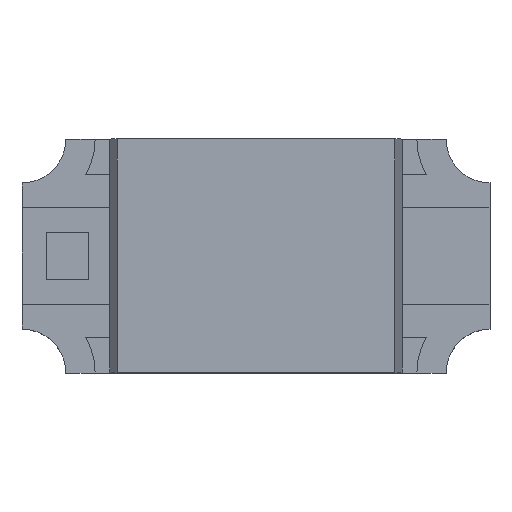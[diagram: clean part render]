
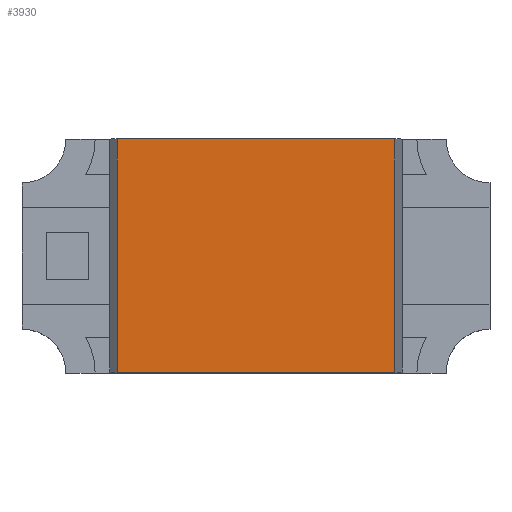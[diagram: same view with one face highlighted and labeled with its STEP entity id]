
A CAD part, top view. The second image highlights one B-rep face of the part: STEP entity #3930.
In plain terms, the highlighted planar face has unit normal (0, 0, 1).
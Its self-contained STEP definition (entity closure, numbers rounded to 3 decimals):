
#1202=ORIENTED_EDGE('',*,*,#1755,.F.);
#1203=ORIENTED_EDGE('',*,*,#1754,.F.);
#1204=ORIENTED_EDGE('',*,*,#1756,.T.);
#1205=ORIENTED_EDGE('',*,*,#1757,.T.);
#1754=EDGE_CURVE('',#2118,#2117,#2593,.T.);
#1755=EDGE_CURVE('',#2117,#2119,#2594,.T.);
#1756=EDGE_CURVE('',#2118,#2120,#2595,.T.);
#1757=EDGE_CURVE('',#2120,#2119,#2596,.T.);
#2117=VERTEX_POINT('',#6722);
#2118=VERTEX_POINT('',#6724);
#2119=VERTEX_POINT('',#6728);
#2120=VERTEX_POINT('',#6730);
#2593=LINE('',#6725,#3071);
#2594=LINE('',#6727,#3072);
#2595=LINE('',#6729,#3073);
#2596=LINE('',#6731,#3074);
#3071=VECTOR('',#5590,1000.);
#3072=VECTOR('',#5593,1000.);
#3073=VECTOR('',#5594,1000.);
#3074=VECTOR('',#5595,1000.);
#3298=EDGE_LOOP('',(#1202,#1203,#1204,#1205));
#3523=FACE_BOUND('',#3298,.T.);
#3711=PLANE('',#4553);
#3930=ADVANCED_FACE('',(#3523),#3711,.T.);
#4553=AXIS2_PLACEMENT_3D('',#6726,#5591,#5592);
#5590=DIRECTION('',(0.,1.,0.));
#5591=DIRECTION('',(0.,0.,1.));
#5592=DIRECTION('',(1.,0.,0.));
#5593=DIRECTION('',(1.,0.,0.));
#5594=DIRECTION('',(1.,0.,0.));
#5595=DIRECTION('',(0.,1.,0.));
#6722=CARTESIAN_POINT('',(-0.95,0.8,0.7));
#6724=CARTESIAN_POINT('',(-0.95,-0.8,0.7));
#6725=CARTESIAN_POINT('',(-0.95,-0.8,0.7));
#6726=CARTESIAN_POINT('',(-0.95,-0.8,0.7));
#6727=CARTESIAN_POINT('',(-0.95,0.8,0.7));
#6728=CARTESIAN_POINT('',(0.95,0.8,0.7));
#6729=CARTESIAN_POINT('',(-0.95,-0.8,0.7));
#6730=CARTESIAN_POINT('',(0.95,-0.8,0.7));
#6731=CARTESIAN_POINT('',(0.95,-0.8,0.7));
